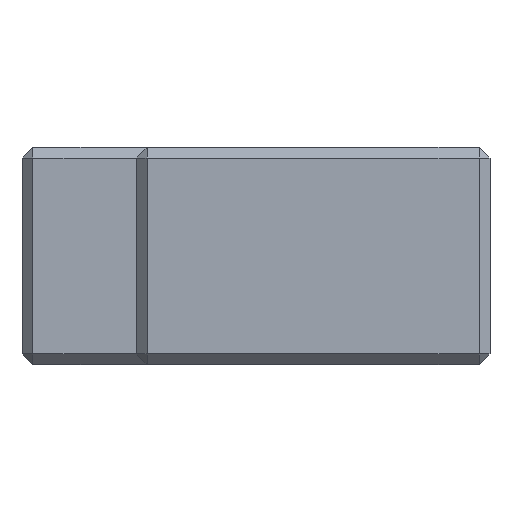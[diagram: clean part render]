
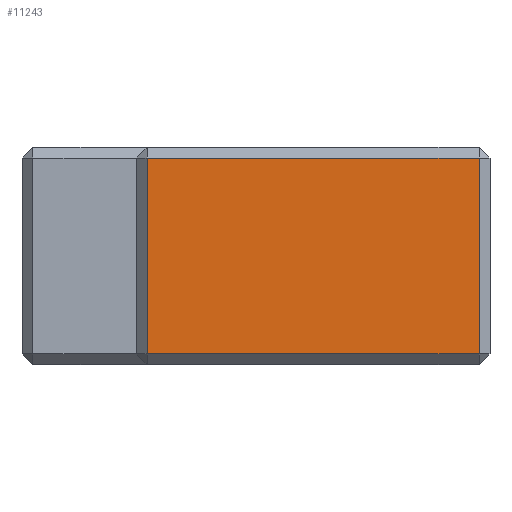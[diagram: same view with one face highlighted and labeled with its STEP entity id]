
A CAD part, left-side view. The second image highlights one B-rep face of the part: STEP entity #11243.
In plain terms, the highlighted planar face has unit normal (-1, 0, 0).
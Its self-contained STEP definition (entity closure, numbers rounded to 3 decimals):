
#82 = DIRECTION ( 'NONE',  ( 0., 1., 0. ) ) ;
#245 = DIRECTION ( 'NONE',  ( 0., 0., -1. ) ) ;
#458 = CARTESIAN_POINT ( 'NONE',  ( -30., 31.5, 10. ) ) ;
#557 = ORIENTED_EDGE ( 'NONE', *, *, #18955, .T. ) ;
#885 = PLANE ( 'NONE',  #10241 ) ;
#1141 = VERTEX_POINT ( 'NONE', #7545 ) ;
#2011 = CARTESIAN_POINT ( 'NONE',  ( -30., 31.5, 9. ) ) ;
#2330 = EDGE_CURVE ( 'NONE', #19329, #21874, #21490, .T. ) ;
#3693 = VECTOR ( 'NONE', #245, 1000. ) ;
#4831 = DIRECTION ( 'NONE',  ( 1., 0., 0. ) ) ;
#5418 = CARTESIAN_POINT ( 'NONE',  ( -30., 31.5, -9. ) ) ;
#6952 = ORIENTED_EDGE ( 'NONE', *, *, #14099, .T. ) ;
#7133 = EDGE_CURVE ( 'NONE', #21874, #15529, #18490, .T. ) ;
#7144 = VECTOR ( 'NONE', #22688, 1000. ) ;
#7545 = CARTESIAN_POINT ( 'NONE',  ( -30., 1., 9. ) ) ;
#7617 = VECTOR ( 'NONE', #16280, 1000. ) ;
#8518 = LINE ( 'NONE', #15586, #7144 ) ;
#9345 = VECTOR ( 'NONE', #82, 1000. ) ;
#9977 = CARTESIAN_POINT ( 'NONE',  ( -30., 1., -9. ) ) ;
#10203 = ORIENTED_EDGE ( 'NONE', *, *, #7133, .T. ) ;
#10241 = AXIS2_PLACEMENT_3D ( 'NONE', #20744, #4831, #15030 ) ;
#11243 = ADVANCED_FACE ( 'NONE', ( #13642 ), #885, .F. ) ;
#13642 = FACE_OUTER_BOUND ( 'NONE', #20027, .T. ) ;
#14099 = EDGE_CURVE ( 'NONE', #15529, #1141, #8518, .T. ) ;
#15030 = DIRECTION ( 'NONE',  ( 0., -1., 0. ) ) ;
#15529 = VERTEX_POINT ( 'NONE', #9977 ) ;
#15586 = CARTESIAN_POINT ( 'NONE',  ( -30., 1., 10. ) ) ;
#16280 = DIRECTION ( 'NONE',  ( 0., -1., 0. ) ) ;
#16568 = ORIENTED_EDGE ( 'NONE', *, *, #2330, .T. ) ;
#17951 = CARTESIAN_POINT ( 'NONE',  ( -30., 32.5, 9. ) ) ;
#18490 = LINE ( 'NONE', #19877, #7617 ) ;
#18955 = EDGE_CURVE ( 'NONE', #1141, #19329, #21213, .T. ) ;
#19329 = VERTEX_POINT ( 'NONE', #2011 ) ;
#19877 = CARTESIAN_POINT ( 'NONE',  ( -30., 32.5, -9. ) ) ;
#20027 = EDGE_LOOP ( 'NONE', ( #10203, #6952, #557, #16568 ) ) ;
#20744 = CARTESIAN_POINT ( 'NONE',  ( -30., 32.5, 10. ) ) ;
#21213 = LINE ( 'NONE', #17951, #9345 ) ;
#21490 = LINE ( 'NONE', #458, #3693 ) ;
#21874 = VERTEX_POINT ( 'NONE', #5418 ) ;
#22688 = DIRECTION ( 'NONE',  ( 0., 0., 1. ) ) ;
